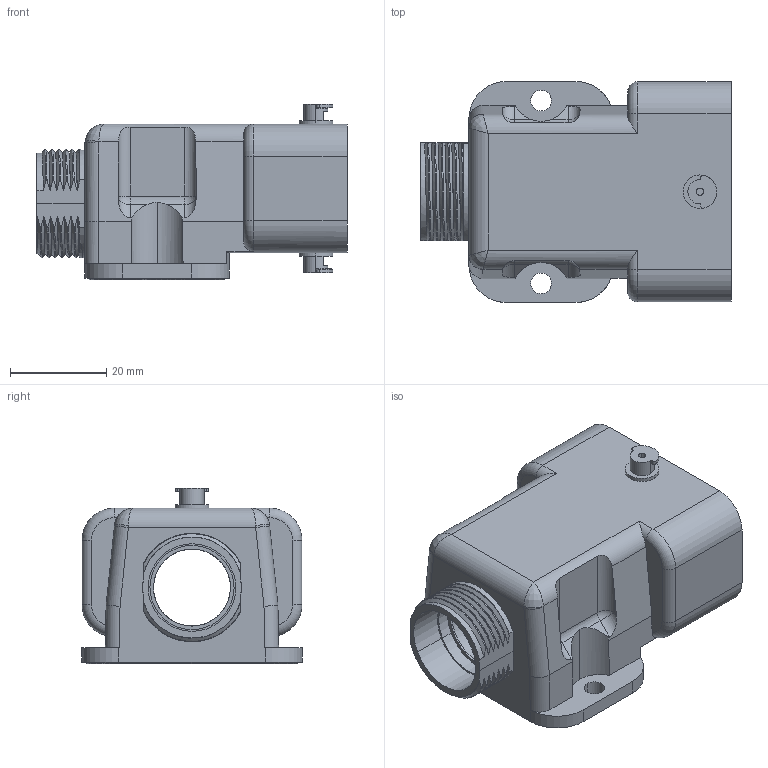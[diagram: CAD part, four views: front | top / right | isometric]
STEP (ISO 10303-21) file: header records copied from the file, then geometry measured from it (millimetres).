
FILE_DESCRIPTION(('CATIA V5 STEP','CAx-IF Rec.Pracs.--- Model Styling and Organization---1.2---2011-12-15'),'2;1');
FILE_NAME ('13411183_2', '2018-08-08T11:39:12+00:00', ('none'), ('Weidmueller'), 'CATIA Version 5-6 Release 2014 SP4 HF52', 'CATIA V5 STEP AP214', 'none');
FILE_SCHEMA(('AUTOMOTIVE_DESIGN { 1 0 10303 214 1 1 1 1 }'));
Length unit declared in the file: millimetre
Products named in the file (1): 1003110000
Bounding box: 64.5 x 45.9 x 36.5 mm (x, y, z)
Volume: 16374.9 mm3; surface area: 19770.4 mm2
Topology: 1 solids, 1 shells, 396 faces, 1057 edges, 685 vertices
Faces by surface type: cylinder 156, plane 154, bspline 42, cone 36, torus 4, sphere 4
Entity records: 14279 total; most frequent: CARTESIAN_POINT 5534, ORIENTED_EDGE 2102, DIRECTION 1275, EDGE_CURVE 1051, VERTEX_POINT 685, AXIS2_PLACEMENT_3D 550, VECTOR 500, LINE 500
